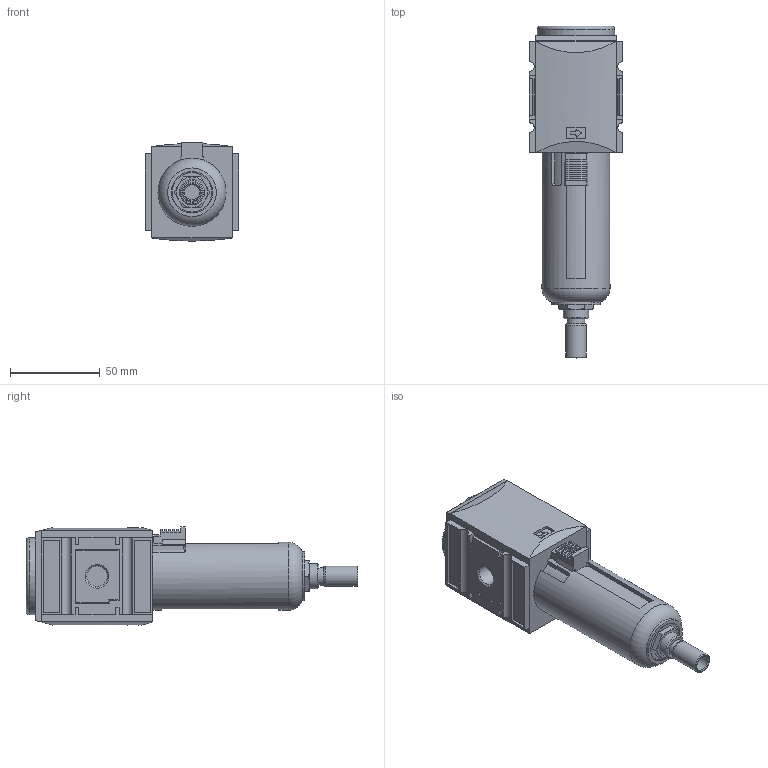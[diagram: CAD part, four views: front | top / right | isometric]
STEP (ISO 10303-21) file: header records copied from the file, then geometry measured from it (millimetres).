
FILE_DESCRIPTION(/* description */ ('STEP AP214'),/* implementation_level */ '2;1');
FILE_NAME(/* name */ '030089',/* time_stamp */ '2026-03-18T11:53:22+01:00',/* author */ ('License CC BY-ND 4.0'),/* organization */ ('CADENAS'),/* preprocessor_version */ 'ST-DEVELOPER v20',/* originating_system */ 'PARTsolutions',/* authorisation */ ' ');
FILE_SCHEMA (('AUTOMOTIVE_DESIGN {1 0 10303 214 3 1 1}'));
Length unit declared in the file: millimetre
Products named in the file (3): 030089; FU 881G 1/4000-1; FU 881_0
Assembly tree (2 placements, depth 2):
  030089
    FU 881G 1/4000-1
    FU 881_0
Bounding box: 52 x 184.5 x 54.49 mm (x, y, z)
Volume: 266486.2 mm3; surface area: 38023.7 mm2
Topology: 2 solids, 3 shells, 320 faces, 824 edges, 541 vertices
Faces by surface type: plane 232, cylinder 72, cone 12, torus 4
Full cylindrical faces by diameter (mm): 8.566 x2, 8.7 x2, 9.5 x2, 9.728 x1, 11.3 x1, 11.445 x2, 14 x1, 22 x1, 23 x1, 27 x1, 37.8 x1, 43 x1
Entity records: 11783 total; most frequent: CARTESIAN_POINT 1713, DIRECTION 1586, ORIENTED_EDGE 1578, EDGE_CURVE 789, LINE 598, VECTOR 598, VERTEX_POINT 533, AXIS2_PLACEMENT_3D 494
